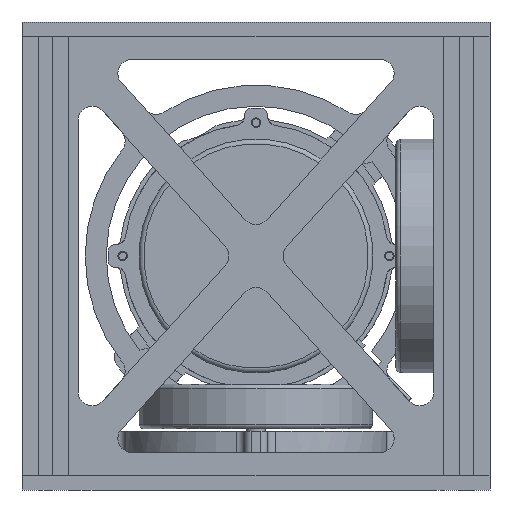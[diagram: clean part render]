
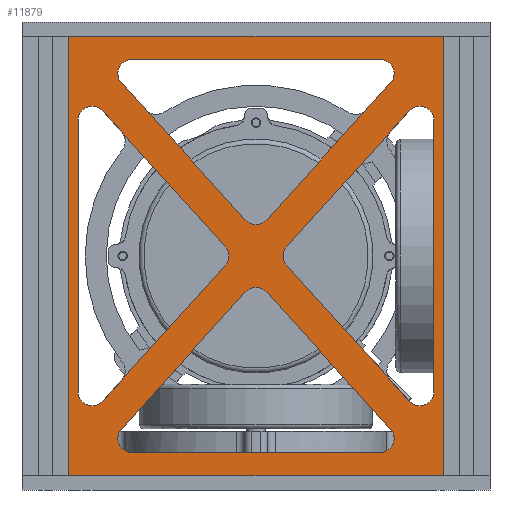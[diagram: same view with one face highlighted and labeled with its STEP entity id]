
A CAD part, left-side view. The second image highlights one B-rep face of the part: STEP entity #11879.
In plain terms, the highlighted planar face has unit normal (-1, 0, 0).
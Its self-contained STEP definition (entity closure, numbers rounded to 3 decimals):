
#150=FACE_BOUND('',#1902,.T.);
#151=FACE_BOUND('',#1903,.T.);
#152=FACE_BOUND('',#1904,.T.);
#153=FACE_BOUND('',#1905,.T.);
#483=PLANE('',#12889);
#1181=FACE_OUTER_BOUND('',#1901,.T.);
#1901=EDGE_LOOP('',(#10571,#10572,#10573,#10574));
#1902=EDGE_LOOP('',(#10575,#10576,#10577,#10578,#10579,#10580));
#1903=EDGE_LOOP('',(#10581,#10582,#10583,#10584,#10585,#10586));
#1904=EDGE_LOOP('',(#10587,#10588,#10589,#10590,#10591,#10592));
#1905=EDGE_LOOP('',(#10593,#10594,#10595,#10596,#10597,#10598));
#2356=CIRCLE('',#12839,3.);
#2358=CIRCLE('',#12843,3.);
#2360=CIRCLE('',#12847,3.);
#2362=CIRCLE('',#12851,3.);
#2364=CIRCLE('',#12855,3.);
#2366=CIRCLE('',#12859,3.);
#2368=CIRCLE('',#12863,3.);
#2370=CIRCLE('',#12867,3.);
#2372=CIRCLE('',#12871,3.);
#2374=CIRCLE('',#12875,3.);
#2376=CIRCLE('',#12879,3.);
#2378=CIRCLE('',#12883,3.);
#3442=LINE('',#24894,#4540);
#3445=LINE('',#24905,#4543);
#3448=LINE('',#24914,#4546);
#3454=LINE('',#24930,#4552);
#3457=LINE('',#24941,#4555);
#3460=LINE('',#24950,#4558);
#3466=LINE('',#24966,#4564);
#3469=LINE('',#24977,#4567);
#3472=LINE('',#24986,#4570);
#3478=LINE('',#25002,#4576);
#3482=LINE('',#25014,#4580);
#3484=LINE('',#25022,#4582);
#3488=LINE('',#25031,#4586);
#3491=LINE('',#25037,#4589);
#3494=LINE('',#25043,#4592);
#3497=LINE('',#25047,#4595);
#4540=VECTOR('',#15676,10.);
#4543=VECTOR('',#15687,10.);
#4546=VECTOR('',#15698,10.);
#4552=VECTOR('',#15712,10.);
#4555=VECTOR('',#15723,10.);
#4558=VECTOR('',#15734,10.);
#4564=VECTOR('',#15748,10.);
#4567=VECTOR('',#15759,10.);
#4570=VECTOR('',#15770,10.);
#4576=VECTOR('',#15784,10.);
#4580=VECTOR('',#15796,10.);
#4582=VECTOR('',#15806,10.);
#4586=VECTOR('',#15812,10.);
#4589=VECTOR('',#15817,10.);
#4592=VECTOR('',#15822,10.);
#4595=VECTOR('',#15827,10.);
#5680=VERTEX_POINT('',#24884);
#5681=VERTEX_POINT('',#24886);
#5683=VERTEX_POINT('',#24892);
#5686=VERTEX_POINT('',#24899);
#5687=VERTEX_POINT('',#24901);
#5689=VERTEX_POINT('',#24910);
#5692=VERTEX_POINT('',#24920);
#5693=VERTEX_POINT('',#24922);
#5695=VERTEX_POINT('',#24928);
#5698=VERTEX_POINT('',#24935);
#5699=VERTEX_POINT('',#24937);
#5701=VERTEX_POINT('',#24946);
#5704=VERTEX_POINT('',#24956);
#5705=VERTEX_POINT('',#24958);
#5707=VERTEX_POINT('',#24964);
#5710=VERTEX_POINT('',#24971);
#5711=VERTEX_POINT('',#24973);
#5713=VERTEX_POINT('',#24982);
#5716=VERTEX_POINT('',#24992);
#5717=VERTEX_POINT('',#24994);
#5719=VERTEX_POINT('',#25000);
#5721=VERTEX_POINT('',#25006);
#5723=VERTEX_POINT('',#25012);
#5725=VERTEX_POINT('',#25018);
#5728=VERTEX_POINT('',#25028);
#5729=VERTEX_POINT('',#25030);
#5731=VERTEX_POINT('',#25036);
#5733=VERTEX_POINT('',#25042);
#7306=EDGE_CURVE('',#5680,#5681,#2356,.T.);
#7310=EDGE_CURVE('',#5680,#5683,#3442,.T.);
#7313=EDGE_CURVE('',#5686,#5687,#2358,.T.);
#7315=EDGE_CURVE('',#5686,#5681,#3445,.T.);
#7319=EDGE_CURVE('',#5689,#5683,#2360,.T.);
#7320=EDGE_CURVE('',#5689,#5687,#3448,.T.);
#7324=EDGE_CURVE('',#5692,#5693,#2362,.T.);
#7328=EDGE_CURVE('',#5692,#5695,#3454,.T.);
#7331=EDGE_CURVE('',#5698,#5699,#2364,.T.);
#7333=EDGE_CURVE('',#5698,#5693,#3457,.T.);
#7337=EDGE_CURVE('',#5701,#5695,#2366,.T.);
#7338=EDGE_CURVE('',#5701,#5699,#3460,.T.);
#7342=EDGE_CURVE('',#5704,#5705,#2368,.T.);
#7346=EDGE_CURVE('',#5704,#5707,#3466,.T.);
#7349=EDGE_CURVE('',#5710,#5711,#2370,.T.);
#7351=EDGE_CURVE('',#5710,#5705,#3469,.T.);
#7355=EDGE_CURVE('',#5713,#5707,#2372,.T.);
#7356=EDGE_CURVE('',#5713,#5711,#3472,.T.);
#7360=EDGE_CURVE('',#5716,#5717,#2374,.T.);
#7364=EDGE_CURVE('',#5716,#5719,#3478,.T.);
#7367=EDGE_CURVE('',#5721,#5719,#2376,.T.);
#7370=EDGE_CURVE('',#5721,#5723,#3482,.T.);
#7373=EDGE_CURVE('',#5725,#5723,#2378,.T.);
#7374=EDGE_CURVE('',#5725,#5717,#3484,.T.);
#7378=EDGE_CURVE('',#5729,#5728,#3488,.T.);
#7381=EDGE_CURVE('',#5731,#5729,#3491,.T.);
#7384=EDGE_CURVE('',#5733,#5731,#3494,.T.);
#7387=EDGE_CURVE('',#5728,#5733,#3497,.T.);
#10571=ORIENTED_EDGE('',*,*,#7387,.T.);
#10572=ORIENTED_EDGE('',*,*,#7384,.T.);
#10573=ORIENTED_EDGE('',*,*,#7381,.T.);
#10574=ORIENTED_EDGE('',*,*,#7378,.T.);
#10575=ORIENTED_EDGE('',*,*,#7333,.T.);
#10576=ORIENTED_EDGE('',*,*,#7324,.F.);
#10577=ORIENTED_EDGE('',*,*,#7328,.T.);
#10578=ORIENTED_EDGE('',*,*,#7337,.F.);
#10579=ORIENTED_EDGE('',*,*,#7338,.T.);
#10580=ORIENTED_EDGE('',*,*,#7331,.F.);
#10581=ORIENTED_EDGE('',*,*,#7346,.T.);
#10582=ORIENTED_EDGE('',*,*,#7355,.F.);
#10583=ORIENTED_EDGE('',*,*,#7356,.T.);
#10584=ORIENTED_EDGE('',*,*,#7349,.F.);
#10585=ORIENTED_EDGE('',*,*,#7351,.T.);
#10586=ORIENTED_EDGE('',*,*,#7342,.F.);
#10587=ORIENTED_EDGE('',*,*,#7374,.T.);
#10588=ORIENTED_EDGE('',*,*,#7360,.F.);
#10589=ORIENTED_EDGE('',*,*,#7364,.T.);
#10590=ORIENTED_EDGE('',*,*,#7367,.F.);
#10591=ORIENTED_EDGE('',*,*,#7370,.T.);
#10592=ORIENTED_EDGE('',*,*,#7373,.F.);
#10593=ORIENTED_EDGE('',*,*,#7310,.T.);
#10594=ORIENTED_EDGE('',*,*,#7319,.F.);
#10595=ORIENTED_EDGE('',*,*,#7320,.T.);
#10596=ORIENTED_EDGE('',*,*,#7313,.F.);
#10597=ORIENTED_EDGE('',*,*,#7315,.T.);
#10598=ORIENTED_EDGE('',*,*,#7306,.F.);
#11879=ADVANCED_FACE('',(#1181,#150,#151,#152,#153),#483,.T.);
#12839=AXIS2_PLACEMENT_3D('',#24887,#15669,#15670);
#12843=AXIS2_PLACEMENT_3D('',#24902,#15682,#15683);
#12847=AXIS2_PLACEMENT_3D('',#24912,#15694,#15695);
#12851=AXIS2_PLACEMENT_3D('',#24923,#15705,#15706);
#12855=AXIS2_PLACEMENT_3D('',#24938,#15718,#15719);
#12859=AXIS2_PLACEMENT_3D('',#24948,#15730,#15731);
#12863=AXIS2_PLACEMENT_3D('',#24959,#15741,#15742);
#12867=AXIS2_PLACEMENT_3D('',#24974,#15754,#15755);
#12871=AXIS2_PLACEMENT_3D('',#24984,#15766,#15767);
#12875=AXIS2_PLACEMENT_3D('',#24995,#15777,#15778);
#12879=AXIS2_PLACEMENT_3D('',#25008,#15790,#15791);
#12883=AXIS2_PLACEMENT_3D('',#25020,#15802,#15803);
#12889=AXIS2_PLACEMENT_3D('',#25048,#15828,#15829);
#15669=DIRECTION('center_axis',(-1.,0.,0.));
#15670=DIRECTION('ref_axis',(0.,0.359,-0.933));
#15676=DIRECTION('',(0.,0.,1.));
#15682=DIRECTION('center_axis',(-1.,0.,0.));
#15683=DIRECTION('ref_axis',(0.,-1.,0.));
#15687=DIRECTION('',(0.,0.671,-0.742));
#15694=DIRECTION('center_axis',(-1.,0.,0.));
#15695=DIRECTION('ref_axis',(0.,0.359,0.933));
#15698=DIRECTION('',(0.,-0.671,-0.742));
#15705=DIRECTION('center_axis',(-1.,0.,0.));
#15706=DIRECTION('ref_axis',(0.,0.914,0.406));
#15712=DIRECTION('',(0.,-1.,0.));
#15718=DIRECTION('center_axis',(-1.,0.,0.));
#15719=DIRECTION('ref_axis',(0.,0.,-1.));
#15723=DIRECTION('',(0.,0.671,0.742));
#15730=DIRECTION('center_axis',(-1.,0.,0.));
#15731=DIRECTION('ref_axis',(0.,-0.914,0.406));
#15734=DIRECTION('',(0.,0.671,-0.742));
#15741=DIRECTION('center_axis',(-1.,0.,0.));
#15742=DIRECTION('ref_axis',(0.,-0.359,0.933));
#15748=DIRECTION('',(0.,0.,-1.));
#15754=DIRECTION('center_axis',(-1.,0.,0.));
#15755=DIRECTION('ref_axis',(0.,1.,0.));
#15759=DIRECTION('',(0.,-0.671,0.742));
#15766=DIRECTION('center_axis',(-1.,0.,0.));
#15767=DIRECTION('ref_axis',(0.,-0.359,-0.933));
#15770=DIRECTION('',(0.,0.671,0.742));
#15777=DIRECTION('center_axis',(-1.,0.,0.));
#15778=DIRECTION('ref_axis',(0.,-0.914,-0.406));
#15784=DIRECTION('',(0.,1.,0.));
#15790=DIRECTION('center_axis',(-1.,0.,0.));
#15791=DIRECTION('ref_axis',(0.,0.914,-0.406));
#15796=DIRECTION('',(0.,-0.671,0.742));
#15802=DIRECTION('center_axis',(-1.,0.,0.));
#15803=DIRECTION('ref_axis',(0.,0.,1.));
#15806=DIRECTION('',(0.,-0.671,-0.742));
#15812=DIRECTION('',(0.,0.,-1.));
#15817=DIRECTION('',(0.,1.,0.));
#15822=DIRECTION('',(0.,0.,1.));
#15827=DIRECTION('',(0.,-1.,0.));
#15828=DIRECTION('center_axis',(-1.,0.,0.));
#15829=DIRECTION('ref_axis',(0.,0.,1.));
#24884=CARTESIAN_POINT('',(-46.5,38.,18.004));
#24886=CARTESIAN_POINT('',(-46.5,32.775,15.991));
#24887=CARTESIAN_POINT('Origin',(-46.5,35.,18.004));
#24892=CARTESIAN_POINT('',(-46.5,38.,75.996));
#24894=CARTESIAN_POINT('',(-46.5,38.,5.));
#24899=CARTESIAN_POINT('',(-46.5,6.541,44.987));
#24901=CARTESIAN_POINT('',(-46.5,6.541,49.013));
#24902=CARTESIAN_POINT('Origin',(-46.5,8.766,47.));
#24905=CARTESIAN_POINT('',(-46.5,-35.405,91.348));
#24910=CARTESIAN_POINT('',(-46.5,32.775,78.009));
#24912=CARTESIAN_POINT('Origin',(-46.5,35.,75.996));
#24914=CARTESIAN_POINT('',(-46.5,40.595,86.652));
#24920=CARTESIAN_POINT('',(-46.5,26.52,89.));
#24922=CARTESIAN_POINT('',(-46.5,28.745,83.987));
#24923=CARTESIAN_POINT('Origin',(-46.5,26.52,86.));
#24928=CARTESIAN_POINT('',(-46.5,-26.52,89.));
#24930=CARTESIAN_POINT('',(-46.5,38.,89.));
#24935=CARTESIAN_POINT('',(-46.5,2.225,54.676));
#24937=CARTESIAN_POINT('',(-46.5,-2.225,54.676));
#24938=CARTESIAN_POINT('Origin',(-46.5,0.,56.688));
#24941=CARTESIAN_POINT('',(-46.5,-40.595,7.348));
#24946=CARTESIAN_POINT('',(-46.5,-28.745,83.987));
#24948=CARTESIAN_POINT('Origin',(-46.5,-26.52,86.));
#24950=CARTESIAN_POINT('',(-46.5,-35.405,91.348));
#24956=CARTESIAN_POINT('',(-46.5,-38.,75.996));
#24958=CARTESIAN_POINT('',(-46.5,-32.775,78.009));
#24959=CARTESIAN_POINT('Origin',(-46.5,-35.,75.996));
#24964=CARTESIAN_POINT('',(-46.5,-38.,18.004));
#24966=CARTESIAN_POINT('',(-46.5,-38.,89.));
#24971=CARTESIAN_POINT('',(-46.5,-6.541,49.013));
#24973=CARTESIAN_POINT('',(-46.5,-6.541,44.987));
#24974=CARTESIAN_POINT('Origin',(-46.5,-8.766,47.));
#24977=CARTESIAN_POINT('',(-46.5,35.405,2.652));
#24982=CARTESIAN_POINT('',(-46.5,-32.775,15.991));
#24984=CARTESIAN_POINT('Origin',(-46.5,-35.,18.004));
#24986=CARTESIAN_POINT('',(-46.5,-40.595,7.348));
#24992=CARTESIAN_POINT('',(-46.5,-26.52,5.));
#24994=CARTESIAN_POINT('',(-46.5,-28.745,10.013));
#24995=CARTESIAN_POINT('Origin',(-46.5,-26.52,8.));
#25000=CARTESIAN_POINT('',(-46.5,26.52,5.));
#25002=CARTESIAN_POINT('',(-46.5,-38.,5.));
#25006=CARTESIAN_POINT('',(-46.5,28.745,10.013));
#25008=CARTESIAN_POINT('Origin',(-46.5,26.52,8.));
#25012=CARTESIAN_POINT('',(-46.5,2.225,39.324));
#25014=CARTESIAN_POINT('',(-46.5,35.405,2.652));
#25018=CARTESIAN_POINT('',(-46.5,-2.225,39.324));
#25020=CARTESIAN_POINT('Origin',(-46.5,0.,37.312));
#25022=CARTESIAN_POINT('',(-46.5,40.595,86.652));
#25028=CARTESIAN_POINT('',(-46.5,43.,0.));
#25030=CARTESIAN_POINT('',(-46.5,43.,94.));
#25031=CARTESIAN_POINT('',(-46.5,43.,0.));
#25036=CARTESIAN_POINT('',(-46.5,-43.,94.));
#25037=CARTESIAN_POINT('',(-46.5,43.,94.));
#25042=CARTESIAN_POINT('',(-46.5,-43.,0.));
#25043=CARTESIAN_POINT('',(-46.5,-43.,94.));
#25047=CARTESIAN_POINT('',(-46.5,-43.,0.));
#25048=CARTESIAN_POINT('Origin',(-46.5,0.,47.));
